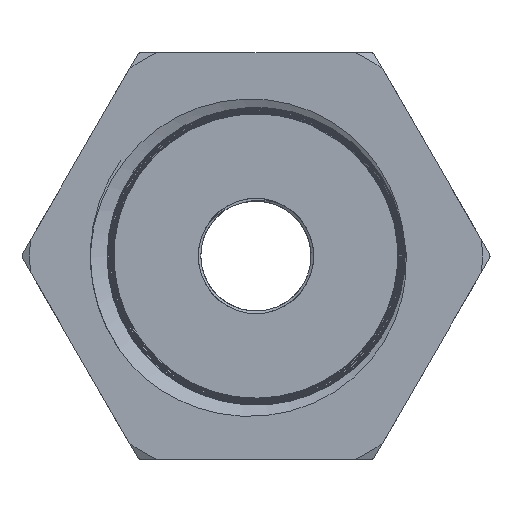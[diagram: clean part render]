
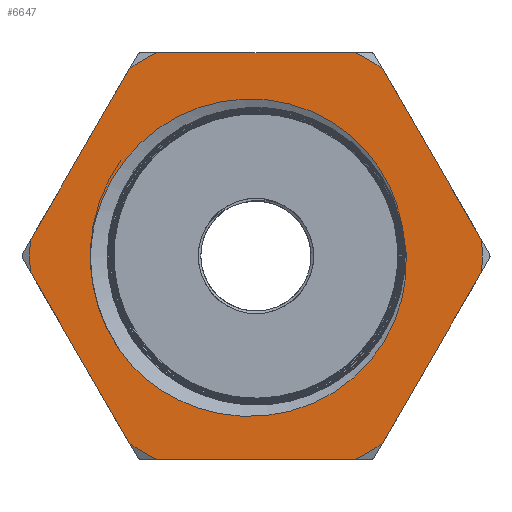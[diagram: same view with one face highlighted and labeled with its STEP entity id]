
A CAD part, left-side view. The second image highlights one B-rep face of the part: STEP entity #6647.
In plain terms, the highlighted planar face has unit normal (-1, 0, 0).
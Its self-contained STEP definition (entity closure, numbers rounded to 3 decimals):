
#651=CARTESIAN_POINT('',(-26.65,0.,0.));
#652=DIRECTION('',(-1.,0.,0.));
#653=DIRECTION('',(0.,-0.998,-0.07));
#654=AXIS2_PLACEMENT_3D('',#651,#652,#653);
#677=CARTESIAN_POINT('',(-26.65,0.,0.));
#678=DIRECTION('',(-1.,0.,0.));
#679=DIRECTION('',(0.,0.998,0.07));
#680=AXIS2_PLACEMENT_3D('',#677,#678,#679);
#801=DIRECTION('',(0.,0.5,-0.866));
#802=VECTOR('',#801,20.1);
#803=CARTESIAN_POINT('',(-26.65,12.815,19.004));
#804=LINE('',#803,#802);
#805=CARTESIAN_POINT('',(-26.65,0.,0.));
#806=DIRECTION('',(1.,0.,0.));
#807=DIRECTION('',(0.,0.559,0.829));
#808=AXIS2_PLACEMENT_3D('',#805,#806,#807);
#810=DIRECTION('',(0.,1.,0.));
#811=VECTOR('',#810,20.1);
#812=CARTESIAN_POINT('',(-26.65,-10.05,20.6));
#813=LINE('',#812,#811);
#814=CARTESIAN_POINT('',(-26.65,0.,0.));
#815=DIRECTION('',(1.,0.,0.));
#816=DIRECTION('',(0.,-0.438,0.899));
#817=AXIS2_PLACEMENT_3D('',#814,#815,#816);
#819=DIRECTION('',(0.,0.5,0.866));
#820=VECTOR('',#819,20.1);
#821=CARTESIAN_POINT('',(-26.65,-22.865,1.596));
#822=LINE('',#821,#820);
#823=DIRECTION('',(0.,-0.5,0.866));
#824=VECTOR('',#823,20.1);
#825=CARTESIAN_POINT('',(-26.65,-12.815,-19.004));
#826=LINE('',#825,#824);
#827=CARTESIAN_POINT('',(-26.65,0.,0.));
#828=DIRECTION('',(1.,0.,0.));
#829=DIRECTION('',(0.,-0.559,-0.829));
#830=AXIS2_PLACEMENT_3D('',#827,#828,#829);
#832=DIRECTION('',(0.,-1.,0.));
#833=VECTOR('',#832,20.1);
#834=CARTESIAN_POINT('',(-26.65,10.05,-20.6));
#835=LINE('',#834,#833);
#836=CARTESIAN_POINT('',(-26.65,0.,0.));
#837=DIRECTION('',(1.,0.,0.));
#838=DIRECTION('',(0.,0.438,-0.899));
#839=AXIS2_PLACEMENT_3D('',#836,#837,#838);
#841=DIRECTION('',(0.,-0.5,-0.866));
#842=VECTOR('',#841,20.1);
#843=CARTESIAN_POINT('',(-26.65,22.865,-1.596));
#844=LINE('',#843,#842);
#845=CARTESIAN_POINT('',(-26.65,-14.909,2.51));
#846=CARTESIAN_POINT('',(-26.65,-15.079,1.712));
#847=CARTESIAN_POINT('',(-26.65,-15.288,0.106));
#848=CARTESIAN_POINT('',(-26.65,-15.209,-2.378));
#849=CARTESIAN_POINT('',(-26.65,-14.734,-4.803));
#850=CARTESIAN_POINT('',(-26.65,-13.872,-7.141));
#851=CARTESIAN_POINT('',(-26.65,-12.634,-9.329));
#852=CARTESIAN_POINT('',(-26.65,-11.069,-11.289));
#853=CARTESIAN_POINT('',(-26.65,-9.176,-13.001));
#854=CARTESIAN_POINT('',(-26.65,-7.067,-14.37));
#855=CARTESIAN_POINT('',(-26.65,-4.742,-15.405));
#856=CARTESIAN_POINT('',(-26.65,-2.251,-16.067));
#857=CARTESIAN_POINT('',(-26.65,0.393,-16.328));
#858=CARTESIAN_POINT('',(-26.65,3.019,-16.149));
#859=CARTESIAN_POINT('',(-26.65,5.35,-15.619));
#860=CARTESIAN_POINT('',(-26.65,7.41,-14.842));
#861=CARTESIAN_POINT('',(-26.65,9.258,-13.861));
#862=CARTESIAN_POINT('',(-26.65,10.96,-12.665));
#863=CARTESIAN_POINT('',(-26.65,11.994,-11.727));
#864=CARTESIAN_POINT('',(-26.65,12.485,-11.221));
#866=CARTESIAN_POINT('',(-26.65,0.,0.));
#867=DIRECTION('',(1.,0.,0.));
#868=DIRECTION('',(0.,-0.974,0.224));
#869=AXIS2_PLACEMENT_3D('',#866,#867,#868);
#871=CARTESIAN_POINT('',(-26.65,16.769,0.769));
#872=CARTESIAN_POINT('',(-26.65,16.702,1.605));
#873=CARTESIAN_POINT('',(-26.65,16.444,3.244));
#874=CARTESIAN_POINT('',(-26.65,15.7,5.621));
#875=CARTESIAN_POINT('',(-26.65,14.603,7.869));
#876=CARTESIAN_POINT('',(-26.65,13.205,9.895));
#877=CARTESIAN_POINT('',(-26.65,11.509,11.704));
#878=CARTESIAN_POINT('',(-26.65,9.576,13.222));
#879=CARTESIAN_POINT('',(-26.65,7.453,14.428));
#880=CARTESIAN_POINT('',(-26.65,5.162,15.303));
#881=CARTESIAN_POINT('',(-26.65,2.803,15.817));
#882=CARTESIAN_POINT('',(-26.65,0.38,15.971));
#883=CARTESIAN_POINT('',(-26.65,-2.015,15.758));
#884=CARTESIAN_POINT('',(-26.65,-4.343,15.19));
#885=CARTESIAN_POINT('',(-26.65,-6.558,14.276));
#886=CARTESIAN_POINT('',(-26.65,-8.589,13.049));
#887=CARTESIAN_POINT('',(-26.65,-10.408,11.532));
#888=CARTESIAN_POINT('',(-26.65,-11.97,9.76));
#889=CARTESIAN_POINT('',(-26.65,-13.233,7.791));
#890=CARTESIAN_POINT('',(-26.65,-14.186,5.642));
#891=CARTESIAN_POINT('',(-26.65,-14.588,4.156));
#892=CARTESIAN_POINT('',(-26.65,-14.733,3.394));
#894=CARTESIAN_POINT('',(-26.65,12.485,-11.221));
#895=CARTESIAN_POINT('',(-26.65,13.047,-10.596));
#896=CARTESIAN_POINT('',(-26.65,14.055,-9.288));
#897=CARTESIAN_POINT('',(-26.65,15.251,-7.152));
#898=CARTESIAN_POINT('',(-26.65,16.099,-4.936));
#899=CARTESIAN_POINT('',(-26.65,16.588,-2.828));
#900=CARTESIAN_POINT('',(-26.65,16.793,-0.942));
#901=CARTESIAN_POINT('',(-26.65,16.794,0.217));
#902=CARTESIAN_POINT('',(-26.65,16.769,0.769));
#5691=VERTEX_POINT('',#845);
#5692=VERTEX_POINT('',#864);
#5693=VERTEX_POINT('',#902);
#5694=VERTEX_POINT('',#892);
#5764=CARTESIAN_POINT('',(-26.65,12.815,19.004));
#5765=CARTESIAN_POINT('',(-26.65,10.05,20.6));
#5766=VERTEX_POINT('',#5764);
#5767=VERTEX_POINT('',#5765);
#5768=CARTESIAN_POINT('',(-26.65,-10.05,20.6));
#5769=CARTESIAN_POINT('',(-26.65,-12.815,19.004));
#5770=VERTEX_POINT('',#5768);
#5771=VERTEX_POINT('',#5769);
#5772=CARTESIAN_POINT('',(-26.65,-12.815,-19.004));
#5773=CARTESIAN_POINT('',(-26.65,-10.05,-20.6));
#5774=VERTEX_POINT('',#5772);
#5775=VERTEX_POINT('',#5773);
#5776=CARTESIAN_POINT('',(-26.65,10.05,-20.6));
#5777=CARTESIAN_POINT('',(-26.65,12.815,-19.004));
#5778=VERTEX_POINT('',#5776);
#5779=VERTEX_POINT('',#5777);
#5788=CARTESIAN_POINT('',(-26.65,-22.865,-1.596));
#5789=VERTEX_POINT('',#5788);
#5790=CARTESIAN_POINT('',(-26.65,-22.865,1.596));
#5791=VERTEX_POINT('',#5790);
#5792=CARTESIAN_POINT('',(-26.65,22.865,1.596));
#5793=VERTEX_POINT('',#5792);
#5794=CARTESIAN_POINT('',(-26.65,22.865,-1.596));
#5795=VERTEX_POINT('',#5794);
#6618=CARTESIAN_POINT('',(-26.65,0.,0.));
#6619=DIRECTION('',(-1.,0.,0.));
#6620=DIRECTION('',(0.,0.,1.));
#6621=AXIS2_PLACEMENT_3D('',#6618,#6619,#6620);
#6622=PLANE('',#6621);
#6623=ORIENTED_EDGE('',*,*,#6506,.F.);
#6624=ORIENTED_EDGE('',*,*,#6387,.F.);
#6625=ORIENTED_EDGE('',*,*,#6493,.T.);
#6626=ORIENTED_EDGE('',*,*,#6419,.F.);
#6627=ORIENTED_EDGE('',*,*,#6480,.T.);
#6628=ORIENTED_EDGE('',*,*,#6450,.F.);
#6629=ORIENTED_EDGE('',*,*,#6467,.F.);
#6630=ORIENTED_EDGE('',*,*,#6555,.F.);
#6631=ORIENTED_EDGE('',*,*,#6538,.T.);
#6632=ORIENTED_EDGE('',*,*,#6582,.F.);
#6633=ORIENTED_EDGE('',*,*,#6522,.T.);
#6634=ORIENTED_EDGE('',*,*,#6610,.F.);
#6635=EDGE_LOOP('',(#6623,#6624,#6625,#6626,#6627,#6628,#6629,#6630,#6631,#6632,
#6633,#6634));
#6636=FACE_OUTER_BOUND('',#6635,.F.);
#6638=ORIENTED_EDGE('',*,*,#6637,.F.);
#6640=ORIENTED_EDGE('',*,*,#6639,.F.);
#6642=ORIENTED_EDGE('',*,*,#6641,.F.);
#6644=ORIENTED_EDGE('',*,*,#6643,.F.);
#6645=EDGE_LOOP('',(#6638,#6640,#6642,#6644));
#6646=FACE_BOUND('',#6645,.F.);
#655=CIRCLE('',#654,22.921);
#681=CIRCLE('',#680,22.921);
#809=CIRCLE('',#808,22.921);
#818=CIRCLE('',#817,22.921);
#831=CIRCLE('',#830,22.921);
#840=CIRCLE('',#839,22.921);
#865=B_SPLINE_CURVE_WITH_KNOTS('',3,(#845,#846,#847,#848,#849,#850,#851,#852,
#853,#854,#855,#856,#857,#858,#859,#860,#861,#862,#863,#864),.UNSPECIFIED.,.F.,
.F.,(4,1,1,1,1,1,1,1,1,1,1,1,1,1,1,1,1,4),(0.,0.059,
0.118,0.176,0.235,0.294,
0.353,0.412,0.471,0.529,
0.588,0.647,0.706,0.765,
0.824,0.882,0.941,1.),.UNSPECIFIED.);
#870=CIRCLE('',#869,15.119);
#893=B_SPLINE_CURVE_WITH_KNOTS('',3,(#871,#872,#873,#874,#875,#876,#877,#878,
#879,#880,#881,#882,#883,#884,#885,#886,#887,#888,#889,#890,#891,#892),
.UNSPECIFIED.,.F.,.F.,(4,1,1,1,1,1,1,1,1,1,1,1,1,1,1,1,1,1,1,4),(0.,
0.053,0.105,0.158,0.211,
0.263,0.316,0.368,0.421,
0.474,0.526,0.579,0.632,
0.684,0.737,0.789,0.842,
0.895,0.947,1.),.UNSPECIFIED.);
#903=B_SPLINE_CURVE_WITH_KNOTS('',3,(#894,#895,#896,#897,#898,#899,#900,#901,
#902),.UNSPECIFIED.,.F.,.F.,(4,1,1,1,1,1,4),(0.,0.167,
0.333,0.5,0.667,0.833,1.),
.UNSPECIFIED.);
#6387=EDGE_CURVE('',#5766,#5793,#804,.T.);
#6419=EDGE_CURVE('',#5770,#5767,#813,.T.);
#6450=EDGE_CURVE('',#5791,#5771,#822,.T.);
#6467=EDGE_CURVE('',#5789,#5791,#655,.T.);
#6480=EDGE_CURVE('',#5770,#5771,#818,.T.);
#6493=EDGE_CURVE('',#5766,#5767,#809,.T.);
#6506=EDGE_CURVE('',#5793,#5795,#681,.T.);
#6522=EDGE_CURVE('',#5778,#5779,#840,.T.);
#6538=EDGE_CURVE('',#5774,#5775,#831,.T.);
#6555=EDGE_CURVE('',#5774,#5789,#826,.T.);
#6582=EDGE_CURVE('',#5778,#5775,#835,.T.);
#6610=EDGE_CURVE('',#5795,#5779,#844,.T.);
#6637=EDGE_CURVE('',#5691,#5692,#865,.T.);
#6639=EDGE_CURVE('',#5694,#5691,#870,.T.);
#6641=EDGE_CURVE('',#5693,#5694,#893,.T.);
#6643=EDGE_CURVE('',#5692,#5693,#903,.T.);
#6647=ADVANCED_FACE('',(#6636,#6646),#6622,.T.);
